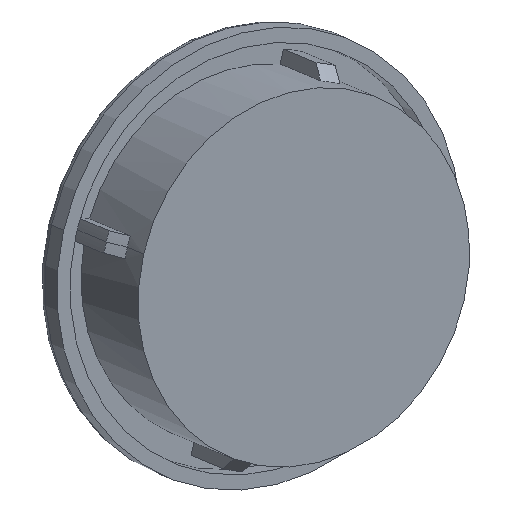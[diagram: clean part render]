
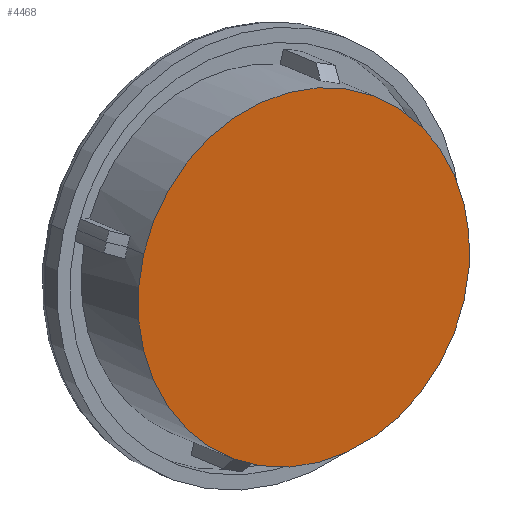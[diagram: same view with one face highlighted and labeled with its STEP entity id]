
A CAD part, top view. The second image highlights one B-rep face of the part: STEP entity #4468.
In plain terms, the highlighted planar face has unit normal (0.523, -0.22, 0.824).
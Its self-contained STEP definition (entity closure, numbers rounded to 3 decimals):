
#1994 = CYLINDRICAL_SURFACE('',#1995,25.);
#1995 = AXIS2_PLACEMENT_3D('',#1996,#1997,#1998);
#1996 = CARTESIAN_POINT('',(-4.086,1.72,
    -6.441));
#1997 = DIRECTION('',(0.523,-0.22,0.824));
#1998 = DIRECTION('',(0.824,-0.119,-0.555));
#2211 = CYLINDRICAL_SURFACE('',#2212,25.);
#2212 = AXIS2_PLACEMENT_3D('',#2213,#2214,#2215);
#2213 = CARTESIAN_POINT('',(-4.086,1.72,
    -6.441));
#2214 = DIRECTION('',(0.523,-0.22,0.824));
#2215 = DIRECTION('',(0.824,-0.119,-0.555));
#3120 = EDGE_CURVE('',#3121,#3123,#3125,.T.);
#3121 = VERTEX_POINT('',#3122);
#3122 = CARTESIAN_POINT('',(26.384,-5.412,
    -4.744));
#3123 = VERTEX_POINT('',#3124);
#3124 = CARTESIAN_POINT('',(-14.791,0.535,
    22.991));
#3125 = SURFACE_CURVE('',#3126,(#3131,#3160),.PCURVE_S1.);
#3126 = CIRCLE('',#3127,25.);
#3127 = AXIS2_PLACEMENT_3D('',#3128,#3129,#3130);
#3128 = CARTESIAN_POINT('',(5.797,-2.438,
    9.123));
#3129 = DIRECTION('',(0.523,-0.22,0.824));
#3130 = DIRECTION('',(0.824,-0.119,-0.555));
#3131 = PCURVE('',#1994,#3132);
#3132 = DEFINITIONAL_REPRESENTATION('',(#3133),#3159);
#3133 = B_SPLINE_CURVE_WITH_KNOTS('',3,(#3134,#3135,#3136,#3137,#3138,
    #3139,#3140,#3141,#3142,#3143,#3144,#3145,#3146,#3147,#3148,#3149,
    #3150,#3151,#3152,#3153,#3154,#3155,#3156,#3157,#3158),
  .UNSPECIFIED.,.F.,.F.,(4,1,1,1,1,1,1,1,1,1,1,1,1,1,1,1,1,1,1,1,1,1,4),
  (0.,0.143,0.286,0.428,0.571,
    0.714,0.857,1.,1.142,
    1.285,1.428,1.571,1.714,
    1.856,1.999,2.142,2.285,
    2.428,2.57,2.713,2.856,
    2.999,3.142),.QUASI_UNIFORM_KNOTS.);
#3134 = CARTESIAN_POINT('',(0.,18.9));
#3135 = CARTESIAN_POINT('',(0.048,18.9));
#3136 = CARTESIAN_POINT('',(0.143,18.9));
#3137 = CARTESIAN_POINT('',(0.286,18.9));
#3138 = CARTESIAN_POINT('',(0.428,18.9));
#3139 = CARTESIAN_POINT('',(0.571,18.9));
#3140 = CARTESIAN_POINT('',(0.714,18.9));
#3141 = CARTESIAN_POINT('',(0.857,18.9));
#3142 = CARTESIAN_POINT('',(1.,18.9));
#3143 = CARTESIAN_POINT('',(1.142,18.9));
#3144 = CARTESIAN_POINT('',(1.285,18.9));
#3145 = CARTESIAN_POINT('',(1.428,18.9));
#3146 = CARTESIAN_POINT('',(1.571,18.9));
#3147 = CARTESIAN_POINT('',(1.714,18.9));
#3148 = CARTESIAN_POINT('',(1.856,18.9));
#3149 = CARTESIAN_POINT('',(1.999,18.9));
#3150 = CARTESIAN_POINT('',(2.142,18.9));
#3151 = CARTESIAN_POINT('',(2.285,18.9));
#3152 = CARTESIAN_POINT('',(2.428,18.9));
#3153 = CARTESIAN_POINT('',(2.57,18.9));
#3154 = CARTESIAN_POINT('',(2.713,18.9));
#3155 = CARTESIAN_POINT('',(2.856,18.9));
#3156 = CARTESIAN_POINT('',(2.999,18.9));
#3157 = CARTESIAN_POINT('',(3.094,18.9));
#3158 = CARTESIAN_POINT('',(3.142,18.9));
#3159 = ( GEOMETRIC_REPRESENTATION_CONTEXT(2) 
PARAMETRIC_REPRESENTATION_CONTEXT() REPRESENTATION_CONTEXT('2D SPACE',''
  ) );
#3160 = PCURVE('',#3161,#3166);
#3161 = PLANE('',#3162);
#3162 = AXIS2_PLACEMENT_3D('',#3163,#3164,#3165);
#3163 = CARTESIAN_POINT('',(5.797,-2.438,
    9.123));
#3164 = DIRECTION('',(-0.523,0.22,-0.824));
#3165 = DIRECTION('',(0.824,-0.119,-0.555));
#3166 = DEFINITIONAL_REPRESENTATION('',(#3167),#3175);
#3167 = ( BOUNDED_CURVE() B_SPLINE_CURVE(2,(#3168,#3169,#3170,#3171,
#3172,#3173,#3174),.UNSPECIFIED.,.F.,.F.) B_SPLINE_CURVE_WITH_KNOTS((1,2
    ,2,2,2,1),(-2.094,0.,2.094,4.189,
6.283,8.378),.UNSPECIFIED.) CURVE() 
GEOMETRIC_REPRESENTATION_ITEM() RATIONAL_B_SPLINE_CURVE((1.,0.5,1.,0.5,
1.,0.5,1.)) REPRESENTATION_ITEM('') );
#3168 = CARTESIAN_POINT('',(25.,0.));
#3169 = CARTESIAN_POINT('',(25.,-43.301));
#3170 = CARTESIAN_POINT('',(-12.5,-21.651));
#3171 = CARTESIAN_POINT('',(-50.,0.));
#3172 = CARTESIAN_POINT('',(-12.5,21.651));
#3173 = CARTESIAN_POINT('',(25.,43.301));
#3174 = CARTESIAN_POINT('',(25.,0.));
#3175 = ( GEOMETRIC_REPRESENTATION_CONTEXT(2) 
PARAMETRIC_REPRESENTATION_CONTEXT() REPRESENTATION_CONTEXT('2D SPACE',''
  ) );
#3871 = EDGE_CURVE('',#3123,#3121,#3872,.T.);
#3872 = SURFACE_CURVE('',#3873,(#3878,#3907),.PCURVE_S1.);
#3873 = CIRCLE('',#3874,25.);
#3874 = AXIS2_PLACEMENT_3D('',#3875,#3876,#3877);
#3875 = CARTESIAN_POINT('',(5.797,-2.438,
    9.123));
#3876 = DIRECTION('',(0.523,-0.22,0.824));
#3877 = DIRECTION('',(-0.824,0.119,0.555));
#3878 = PCURVE('',#2211,#3879);
#3879 = DEFINITIONAL_REPRESENTATION('',(#3880),#3906);
#3880 = B_SPLINE_CURVE_WITH_KNOTS('',3,(#3881,#3882,#3883,#3884,#3885,
    #3886,#3887,#3888,#3889,#3890,#3891,#3892,#3893,#3894,#3895,#3896,
    #3897,#3898,#3899,#3900,#3901,#3902,#3903,#3904,#3905),
  .UNSPECIFIED.,.F.,.F.,(4,1,1,1,1,1,1,1,1,1,1,1,1,1,1,1,1,1,1,1,1,1,4),
  (0.,0.143,0.286,0.428,0.571,
    0.714,0.857,1.,1.142,
    1.285,1.428,1.571,1.714,
    1.856,1.999,2.142,2.285,
    2.428,2.57,2.713,2.856,
    2.999,3.142),.QUASI_UNIFORM_KNOTS.);
#3881 = CARTESIAN_POINT('',(3.142,18.9));
#3882 = CARTESIAN_POINT('',(3.189,18.9));
#3883 = CARTESIAN_POINT('',(3.284,18.9));
#3884 = CARTESIAN_POINT('',(3.427,18.9));
#3885 = CARTESIAN_POINT('',(3.57,18.9));
#3886 = CARTESIAN_POINT('',(3.713,18.9));
#3887 = CARTESIAN_POINT('',(3.856,18.9));
#3888 = CARTESIAN_POINT('',(3.998,18.9));
#3889 = CARTESIAN_POINT('',(4.141,18.9));
#3890 = CARTESIAN_POINT('',(4.284,18.9));
#3891 = CARTESIAN_POINT('',(4.427,18.9));
#3892 = CARTESIAN_POINT('',(4.57,18.9));
#3893 = CARTESIAN_POINT('',(4.712,18.9));
#3894 = CARTESIAN_POINT('',(4.855,18.9));
#3895 = CARTESIAN_POINT('',(4.998,18.9));
#3896 = CARTESIAN_POINT('',(5.141,18.9));
#3897 = CARTESIAN_POINT('',(5.284,18.9));
#3898 = CARTESIAN_POINT('',(5.426,18.9));
#3899 = CARTESIAN_POINT('',(5.569,18.9));
#3900 = CARTESIAN_POINT('',(5.712,18.9));
#3901 = CARTESIAN_POINT('',(5.855,18.9));
#3902 = CARTESIAN_POINT('',(5.998,18.9));
#3903 = CARTESIAN_POINT('',(6.14,18.9));
#3904 = CARTESIAN_POINT('',(6.236,18.9));
#3905 = CARTESIAN_POINT('',(6.283,18.9));
#3906 = ( GEOMETRIC_REPRESENTATION_CONTEXT(2) 
PARAMETRIC_REPRESENTATION_CONTEXT() REPRESENTATION_CONTEXT('2D SPACE',''
  ) );
#3907 = PCURVE('',#3161,#3908);
#3908 = DEFINITIONAL_REPRESENTATION('',(#3909),#3917);
#3909 = ( BOUNDED_CURVE() B_SPLINE_CURVE(2,(#3910,#3911,#3912,#3913,
#3914,#3915,#3916),.UNSPECIFIED.,.F.,.F.) B_SPLINE_CURVE_WITH_KNOTS((1,2
    ,2,2,2,1),(-2.094,0.,2.094,4.189,
6.283,8.378),.UNSPECIFIED.) CURVE() 
GEOMETRIC_REPRESENTATION_ITEM() RATIONAL_B_SPLINE_CURVE((1.,0.5,1.,0.5,
1.,0.5,1.)) REPRESENTATION_ITEM('') );
#3910 = CARTESIAN_POINT('',(-25.,0.));
#3911 = CARTESIAN_POINT('',(-25.,43.301));
#3912 = CARTESIAN_POINT('',(12.5,21.651));
#3913 = CARTESIAN_POINT('',(50.,0.));
#3914 = CARTESIAN_POINT('',(12.5,-21.651));
#3915 = CARTESIAN_POINT('',(-25.,-43.301));
#3916 = CARTESIAN_POINT('',(-25.,0.));
#3917 = ( GEOMETRIC_REPRESENTATION_CONTEXT(2) 
PARAMETRIC_REPRESENTATION_CONTEXT() REPRESENTATION_CONTEXT('2D SPACE',''
  ) );
#4468 = ADVANCED_FACE('',(#4469),#3161,.F.);
#4469 = FACE_BOUND('',#4470,.F.);
#4470 = EDGE_LOOP('',(#4471,#4472));
#4471 = ORIENTED_EDGE('',*,*,#3120,.F.);
#4472 = ORIENTED_EDGE('',*,*,#3871,.F.);
